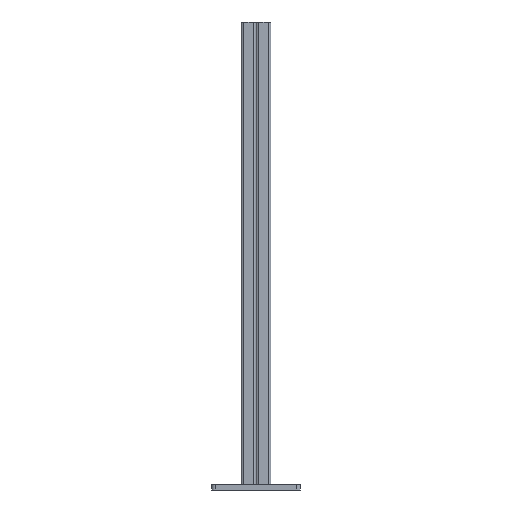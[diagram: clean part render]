
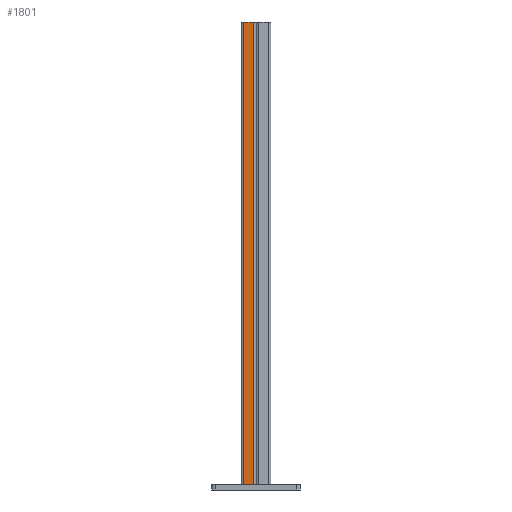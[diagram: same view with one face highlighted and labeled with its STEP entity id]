
A CAD part, left-side view. The second image highlights one B-rep face of the part: STEP entity #1801.
In plain terms, the highlighted planar face has unit normal (-1, 0, 0).
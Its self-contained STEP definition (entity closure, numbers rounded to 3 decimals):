
#327 = DIRECTION ( 'NONE',  ( 0., 1., 0. ) ) ;
#330 = DIRECTION ( 'NONE',  ( 1., 0., 0. ) ) ;
#334 = PLANE ( 'NONE',  #2012 ) ;
#342 = CARTESIAN_POINT ( 'NONE',  ( -20.5, 0., 650. ) ) ;
#790 = EDGE_CURVE ( 'NONE', #1055, #1057, #2062, .T. ) ;
#791 = EDGE_CURVE ( 'NONE', #1057, #1063, #2065, .T. ) ;
#792 = EDGE_CURVE ( 'NONE', #1076, #1063, #2067, .T. ) ;
#794 = EDGE_CURVE ( 'NONE', #1055, #1076, #2071, .T. ) ;
#1055 = VERTEX_POINT ( 'NONE', #4075 ) ;
#1057 = VERTEX_POINT ( 'NONE', #4073 ) ;
#1063 = VERTEX_POINT ( 'NONE', #4067 ) ;
#1076 = VERTEX_POINT ( 'NONE', #4052 ) ;
#1107 = ORIENTED_EDGE ( 'NONE', *, *, #794, .T. ) ;
#1108 = ORIENTED_EDGE ( 'NONE', *, *, #790, .F. ) ;
#1109 = ORIENTED_EDGE ( 'NONE', *, *, #791, .F. ) ;
#1110 = ORIENTED_EDGE ( 'NONE', *, *, #792, .T. ) ;
#1308 = DIRECTION ( 'NONE',  ( 0., -1., 0. ) ) ;
#1309 = CARTESIAN_POINT ( 'NONE',  ( -20.5, 17.5, 650. ) ) ;
#1310 = CARTESIAN_POINT ( 'NONE',  ( -20.5, 0., 0. ) ) ;
#1311 = DIRECTION ( 'NONE',  ( 0., 0., -1. ) ) ;
#1312 = CARTESIAN_POINT ( 'NONE',  ( -20.5, 3.5, 650. ) ) ;
#1316 = CARTESIAN_POINT ( 'NONE',  ( -20.5, 0., 650. ) ) ;
#1318 = DIRECTION ( 'NONE',  ( 0., 0., -1. ) ) ;
#1320 = DIRECTION ( 'NONE',  ( 0., -1., 0. ) ) ;
#1663 = FACE_OUTER_BOUND ( 'NONE', #2729, .T. ) ;
#1801 = ADVANCED_FACE ( 'NONE', ( #1663 ), #334, .F. ) ;
#2012 = AXIS2_PLACEMENT_3D ( 'NONE', #342, #330, #327 ) ;
#2062 = LINE ( 'NONE', #1316, #2066 ) ;
#2065 = LINE ( 'NONE', #1312, #2068 ) ;
#2066 = VECTOR ( 'NONE', #1320, 1000. ) ;
#2067 = LINE ( 'NONE', #1310, #2070 ) ;
#2068 = VECTOR ( 'NONE', #1311, 1000. ) ;
#2070 = VECTOR ( 'NONE', #1308, 1000. ) ;
#2071 = LINE ( 'NONE', #1309, #2073 ) ;
#2073 = VECTOR ( 'NONE', #1318, 1000. ) ;
#2729 = EDGE_LOOP ( 'NONE', ( #1110, #1109, #1108, #1107 ) ) ;
#4052 = CARTESIAN_POINT ( 'NONE',  ( -20.5, 17.5, 0. ) ) ;
#4067 = CARTESIAN_POINT ( 'NONE',  ( -20.5, 3.5, 0. ) ) ;
#4073 = CARTESIAN_POINT ( 'NONE',  ( -20.5, 3.5, 650. ) ) ;
#4075 = CARTESIAN_POINT ( 'NONE',  ( -20.5, 17.5, 650. ) ) ;
